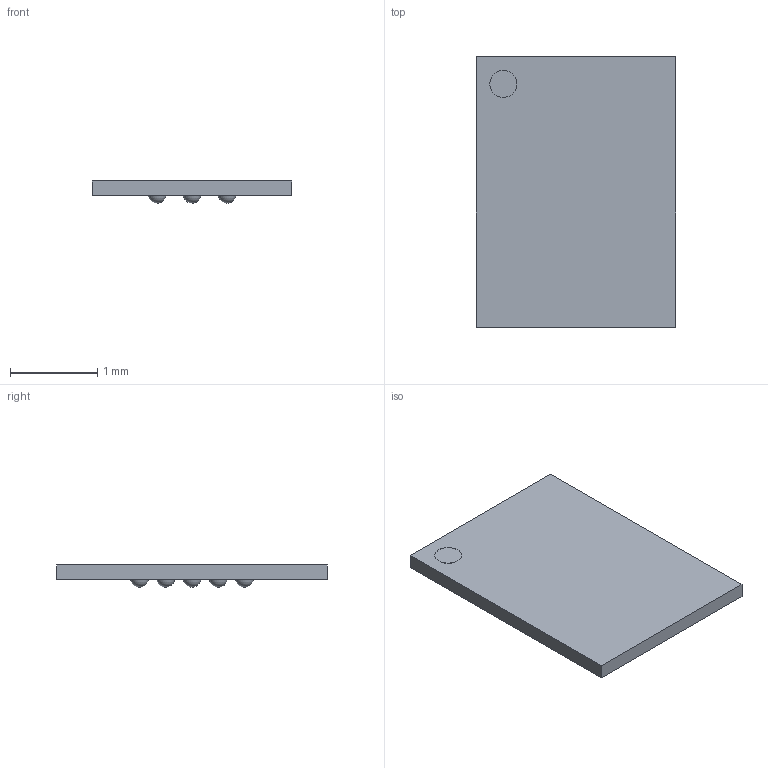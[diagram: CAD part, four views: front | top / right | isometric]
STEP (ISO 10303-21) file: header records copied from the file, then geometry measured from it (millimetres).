
FILE_DESCRIPTION(/* description */ ('model of Fujitsu_WLP-15_2.28x3.092mm_Layout3x5_P0.4mm'),/* implementation_level */ '2;1');
FILE_NAME(/* name */ 'Fujitsu_WLP-15_2.28x3.092mm_Layout3x5_P0.4mm.step',/* time_stamp */ '1970-01-01T00:00:00',/* author */ ('KiCAD','kicad'),/* organization */ ('OCCT'),/* preprocessor_version */ '',/* originating_system */ 'KiCAD',/* authorisation */ '');
FILE_SCHEMA(('AUTOMOTIVE_DESIGN { 1 0 10303 214 1 1 1 1 }'));
Length unit declared in the file: millimetre
Products named in the file (1): Fujitsu_WLP-15_2.28x3.092mm_Layout3x5_P0.4mm
Bounding box: 2.28 x 3.09 x 0.26 mm (x, y, z)
Volume: 1.2 mm3; surface area: 16.1 mm2
Topology: 1 solids, 1 shells, 16 faces, 39 edges, 26 vertices
Faces by surface type: sphere 8, plane 7, cylinder 1
Full cylindrical faces by diameter (mm): 0.309 x1
Entity records: 372 total; most frequent: ORIENTED_EDGE 47, CARTESIAN_POINT 45, AXIS2_PLACEMENT_3D 34, EDGE_CURVE 31, VERTEX_POINT 26, FACE_BOUND 25, EDGE_LOOP 25, CIRCLE 18
